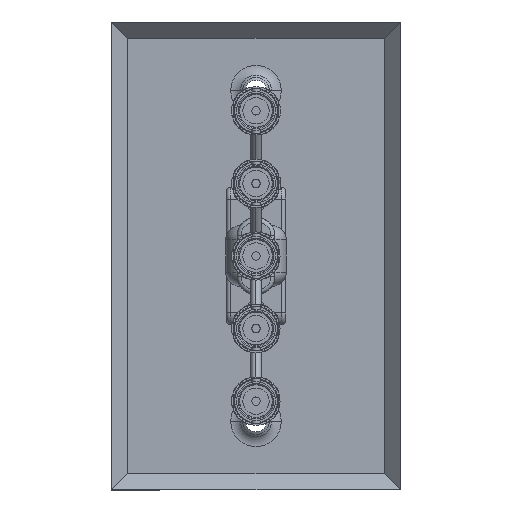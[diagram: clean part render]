
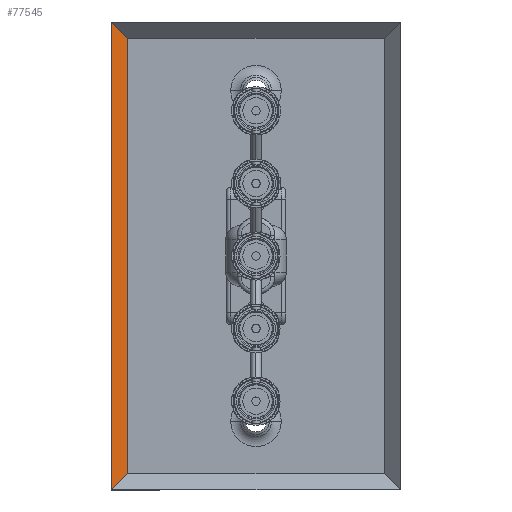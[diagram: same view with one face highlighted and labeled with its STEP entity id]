
A CAD part, front view. The second image highlights one B-rep face of the part: STEP entity #77545.
In plain terms, the highlighted face is planar.
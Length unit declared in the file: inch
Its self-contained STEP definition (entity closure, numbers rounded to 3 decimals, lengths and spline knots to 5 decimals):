
#568 = LINE ( 'NONE', #38773, #66849 ) ;
#8220 = CARTESIAN_POINT ( 'NONE',  ( 2.285, -0.16, 1.41 ) ) ;
#10110 = LINE ( 'NONE', #65794, #101879 ) ;
#11261 = VECTOR ( 'NONE', #66583, 39.37008 ) ;
#16586 = PLANE ( 'NONE',  #42115 ) ;
#16957 = LINE ( 'NONE', #63072, #11261 ) ;
#19077 = VERTEX_POINT ( 'NONE', #37438 ) ;
#27546 = ORIENTED_EDGE ( 'NONE', *, *, #76436, .T. ) ;
#30907 = ORIENTED_EDGE ( 'NONE', *, *, #81636, .T. ) ;
#32487 = VERTEX_POINT ( 'NONE', #8220 ) ;
#37438 = CARTESIAN_POINT ( 'NONE',  ( -2.285, -0.16, 1.41 ) ) ;
#38773 = CARTESIAN_POINT ( 'NONE',  ( -1.4002, 0.7248, 0.5252 ) ) ;
#40649 = CARTESIAN_POINT ( 'NONE',  ( -2.125, 0., 1.25 ) ) ;
#42115 = AXIS2_PLACEMENT_3D ( 'NONE', #115338, #79696, #60361 ) ;
#44427 = EDGE_LOOP ( 'NONE', ( #105510, #30907, #50144, #27546 ) ) ;
#46022 = CARTESIAN_POINT ( 'NONE',  ( 2.125, 0., 1.25 ) ) ;
#50144 = ORIENTED_EDGE ( 'NONE', *, *, #69551, .F. ) ;
#51308 = EDGE_CURVE ( 'NONE', #70547, #109021, #16957, .T. ) ;
#60361 = DIRECTION ( 'NONE',  ( 0., 0.707, -0.707 ) ) ;
#62753 = DIRECTION ( 'NONE',  ( 0.577, -0.577, 0.577 ) ) ;
#63072 = CARTESIAN_POINT ( 'NONE',  ( 2.125, 0., 1.25 ) ) ;
#65794 = CARTESIAN_POINT ( 'NONE',  ( -2.285, -0.16, 1.41 ) ) ;
#66583 = DIRECTION ( 'NONE',  ( 1., 0., 0. ) ) ;
#66849 = VECTOR ( 'NONE', #109902, 39.37008 ) ;
#69551 = EDGE_CURVE ( 'NONE', #19077, #32487, #10110, .T. ) ;
#70547 = VERTEX_POINT ( 'NONE', #40649 ) ;
#71067 = VECTOR ( 'NONE', #62753, 39.37008 ) ;
#72313 = FACE_OUTER_BOUND ( 'NONE', #44427, .T. ) ;
#76436 = EDGE_CURVE ( 'NONE', #19077, #70547, #568, .T. ) ;
#77545 = ADVANCED_FACE ( 'NONE', ( #72313 ), #16586, .T. ) ;
#79696 = DIRECTION ( 'NONE',  ( 0., -0.707, -0.707 ) ) ;
#80948 = CARTESIAN_POINT ( 'NONE',  ( 0.46673, 1.65827, -0.40827 ) ) ;
#81636 = EDGE_CURVE ( 'NONE', #109021, #32487, #82441, .T. ) ;
#82441 = LINE ( 'NONE', #80948, #71067 ) ;
#101879 = VECTOR ( 'NONE', #104093, 39.37008 ) ;
#104093 = DIRECTION ( 'NONE',  ( 1., 0., 0. ) ) ;
#105510 = ORIENTED_EDGE ( 'NONE', *, *, #51308, .T. ) ;
#109021 = VERTEX_POINT ( 'NONE', #46022 ) ;
#109902 = DIRECTION ( 'NONE',  ( 0.577, 0.577, -0.577 ) ) ;
#115338 = CARTESIAN_POINT ( 'NONE',  ( -1.4002, 0.7248, 0.5252 ) ) ;
